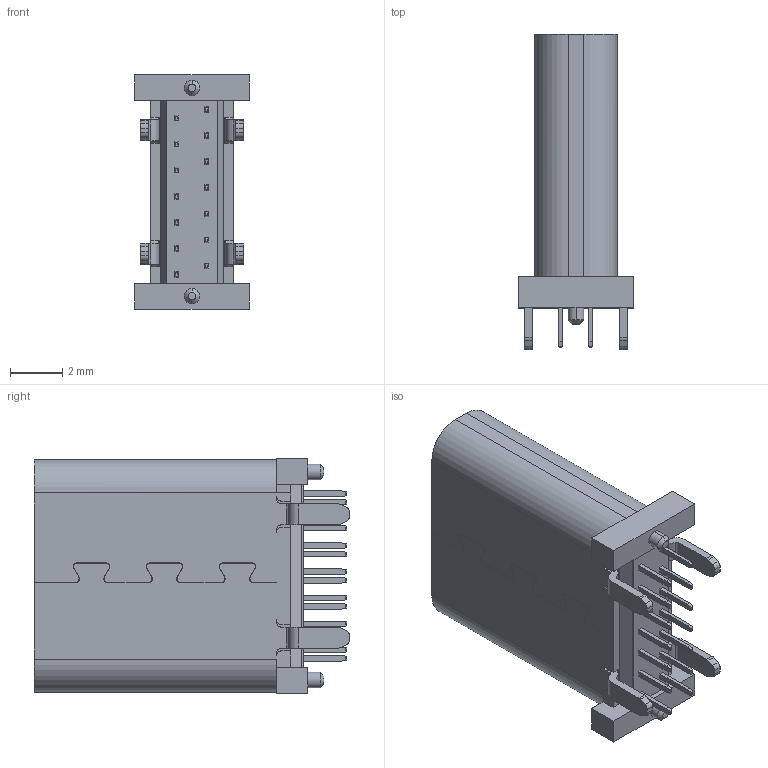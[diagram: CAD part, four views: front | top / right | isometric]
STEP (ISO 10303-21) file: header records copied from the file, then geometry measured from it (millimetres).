
FILE_DESCRIPTION((''),'2;1');
FILE_NAME('1','2025-07-18T10:03:46',('Administrator'),(''),'CREO PARAMETRIC BY PTC INC, 2020154','CREO PARAMETRIC BY PTC INC, 2020154','');
FILE_SCHEMA(('CONFIG_CONTROL_DESIGN','SHAPE_APPEARANCE_LAYERS_GROUPS'));
Length unit declared in the file: millimetre
Products named in the file (1): 1
Bounding box: 4.4 x 12.1 x 9 mm (x, y, z)
Volume: 193.8 mm3; surface area: 683.9 mm2
Topology: 1 solids, 1 shells, 575 faces, 1639 edges, 1082 vertices
Faces by surface type: plane 397, cylinder 160, cone 10, torus 4, bspline 4
Entity records: 22982 total; most frequent: CARTESIAN_POINT 3579, ORIENTED_EDGE 3278, DIRECTION 3073, EDGE_CURVE 1639, VECTOR 1267, LINE 1267, VERTEX_POINT 1082, AXIS2_PLACEMENT_3D 903
